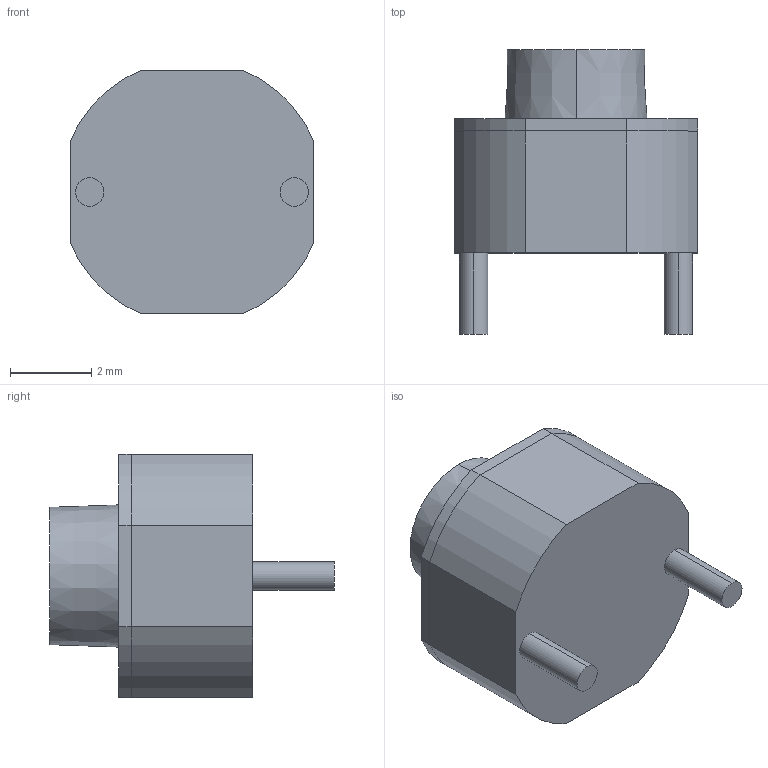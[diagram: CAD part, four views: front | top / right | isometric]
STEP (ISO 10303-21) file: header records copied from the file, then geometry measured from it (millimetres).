
FILE_DESCRIPTION (( 'STEP AP214' ), '1' );
FILE_NAME ('Pulsante.STEP', '2026-02-18T22:48:04', ( '' ), ( '' ), 'SwSTEP 2.0', 'SolidWorks 2024', '' );
FILE_SCHEMA (( 'AUTOMOTIVE_DESIGN' ));
Length unit declared in the file: millimetre
Products named in the file (1): Pulsante
Bounding box: 6 x 7 x 6 mm (x, y, z)
Volume: 121.3 mm3; surface area: 238.3 mm2
Topology: 3 solids, 3 shells, 30 faces, 66 edges, 44 vertices
Faces by surface type: plane 16, cylinder 12, cone 2
Entity records: 1209 total; most frequent: DIRECTION 156, CARTESIAN_POINT 141, ORIENTED_EDGE 132, EDGE_CURVE 66, AXIS2_PLACEMENT_3D 59, VERTEX_POINT 44, LINE 38, VECTOR 38
